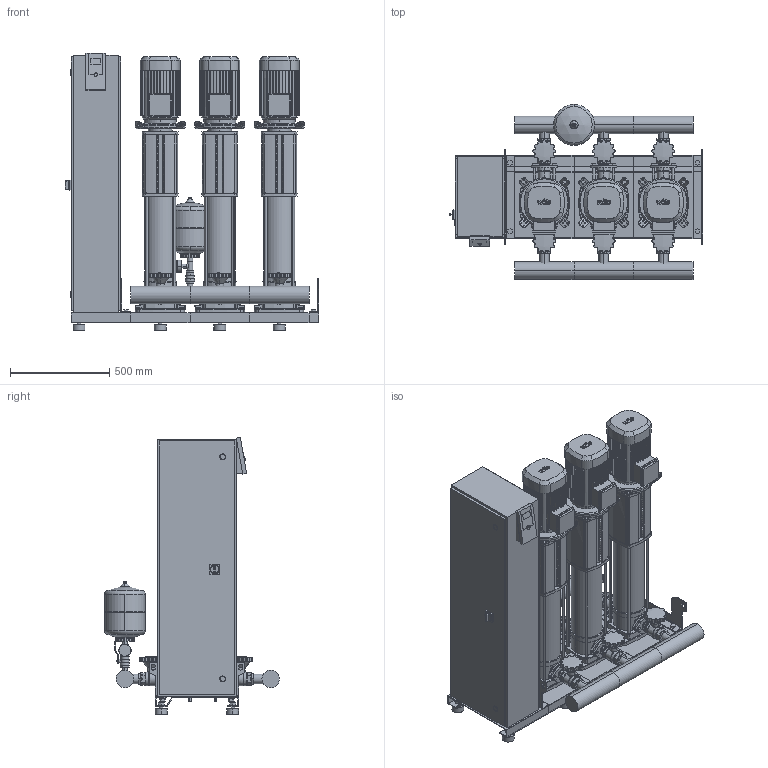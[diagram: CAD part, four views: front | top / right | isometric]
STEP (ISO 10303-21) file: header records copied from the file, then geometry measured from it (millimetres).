
FILE_DESCRIPTION((''),'2;1');
FILE_NAME('3d_SiBoostSmart3HELIXV1609-2536168.stp','2016-01-25T10:33:45',(''),(''),'Mechanical Desktop 2009','Mechanical Desktop 2009',', , ');
FILE_SCHEMA(('CONFIG_CONTROL_DESIGN'));
Length unit declared in the file: millimetre
Products named in the file (1): Product
Bounding box: 1280 x 882.45 x 1398.4 mm (x, y, z)
Volume: 248403438.8 mm3; surface area: 13589753.4 mm2
Topology: 168 solids, 168 shells, 5926 faces, 15580 edges, 10216 vertices
Faces by surface type: plane 2502, bspline 1726, cylinder 1342, cone 234, torus 98, sphere 24
Entity records: 194976 total; most frequent: CARTESIAN_POINT 49298, ORIENTED_EDGE 31128, DIRECTION 27854, EDGE_CURVE 15564, VECTOR 10350, LINE 10350, VERTEX_POINT 10212, AXIS2_PLACEMENT_3D 8752
